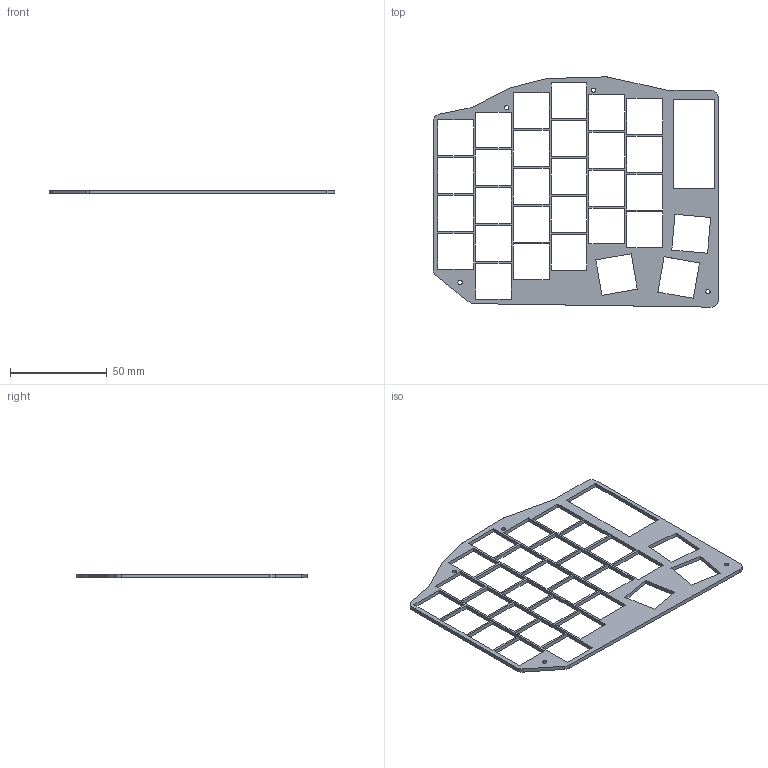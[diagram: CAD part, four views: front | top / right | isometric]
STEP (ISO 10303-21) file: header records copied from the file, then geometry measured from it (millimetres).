
FILE_DESCRIPTION(/* description */ ('STEP AP242','CAx-IF Rec.Pracs.---Representation and Presentation of Product Manufacturing Information (PMI)---4.0---2014-10-13','CAx-IF Rec.Pracs.---3D Tessellated Geometry---0.4---2014-09-14','2;1'),/* implementation_level */ '2;1');
FILE_NAME(/* name */ '6846711a5ae2ad2e3d6e04c2',/* time_stamp */ '2025-06-09T05:28:59Z',/* author */ (''),/* organization */ (''),/* preprocessor_version */ 'ST-DEVELOPER v20',/* originating_system */ 'ONSHAPE BY PTC INC, 1.199',/* authorisation */ ' ');
FILE_SCHEMA (('AP242_MANAGED_MODEL_BASED_3D_ENGINEERING_MIM_LF { 1 0 10303 442 1 1 4 }'));
Length unit declared in the file: centimetre
Products named in the file (1): Part 1
Bounding box: 147.18 x 118.71 x 2 mm (x, y, z)
Volume: 9907 mm3; surface area: 15656.1 mm2
Topology: 1 solids, 1 shells, 150 faces, 444 edges, 296 vertices
Faces by surface type: plane 136, cylinder 14
Full cylindrical faces by diameter (mm): 2.199 x1, 2.2 x1, 2.203 x1, 2.205 x1
Entity records: 5078 total; most frequent: CARTESIAN_POINT 887, ORIENTED_EDGE 880, DIRECTION 770, EDGE_CURVE 440, LINE 412, VECTOR 412, VERTEX_POINT 296, EDGE_LOOP 224
